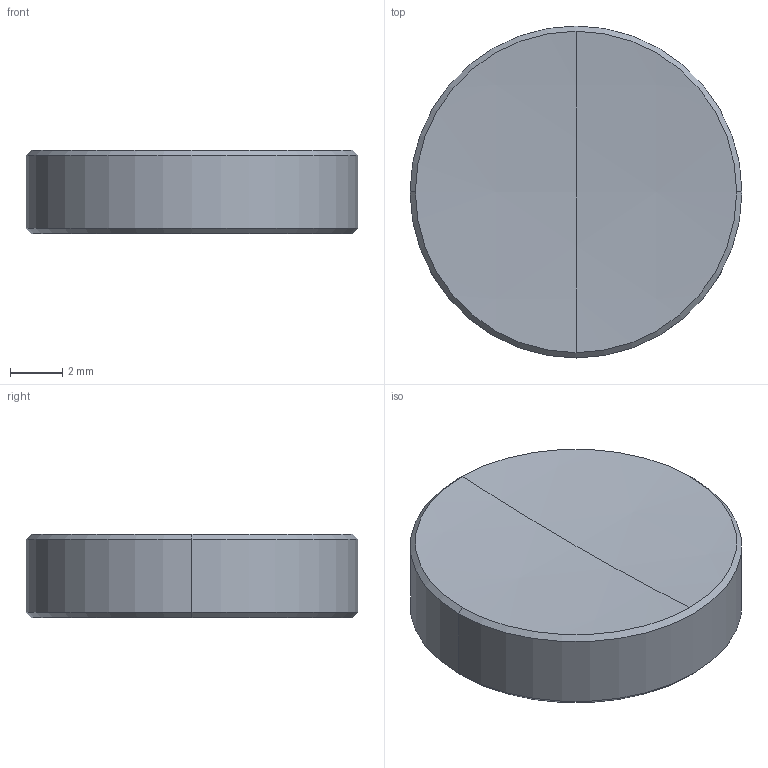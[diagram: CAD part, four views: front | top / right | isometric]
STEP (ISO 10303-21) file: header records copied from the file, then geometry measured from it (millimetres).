
FILE_DESCRIPTION (( 'STEP AP214' ), '1' );
FILE_NAME ('12008-E0W.STEP', '2010-10-29T14:01:43', ( 'Admin' ), ( 'Thorlabs, Inc.' ), 'SwSTEP 2.0', 'SolidWorks 2009', '' );
FILE_SCHEMA (( 'AUTOMOTIVE_DESIGN' ));
Length unit declared in the file: inch
Products named in the file (1): 12008-E0W
Bounding box: 12.7 x 12.7 x 3.19 mm (x, y, z)
Volume: 391.2 mm3; surface area: 371.5 mm2
Topology: 1 solids, 1 shells, 268 faces, 708 edges, 471 vertices
Faces by surface type: plane 144, bspline 116, cone 4, sphere 2, cylinder 2
Entity records: 22268 total; most frequent: CARTESIAN_POINT 12884, ORIENTED_EDGE 1416, DIRECTION 794, EDGE_CURVE 708, VERTEX_POINT 471, LINE 464, VECTOR 464, EDGE_LOOP 297
